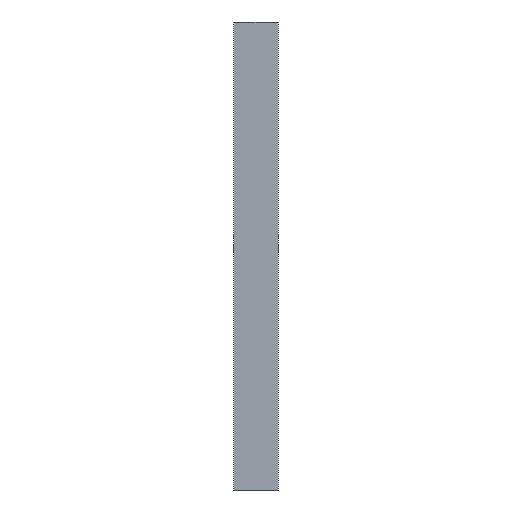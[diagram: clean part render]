
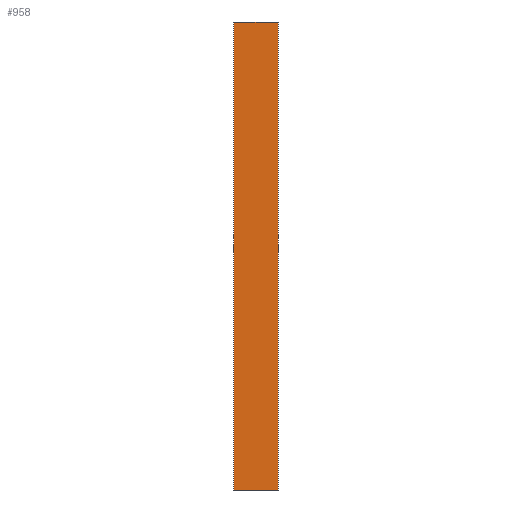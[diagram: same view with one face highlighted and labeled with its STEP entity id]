
A CAD part, front view. The second image highlights one B-rep face of the part: STEP entity #958.
In plain terms, the highlighted planar face has unit normal (0, -1, 0).
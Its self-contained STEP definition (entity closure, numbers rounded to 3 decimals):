
#302=DIRECTION('',(1.,0.,0.));
#303=VECTOR('',#302,190.);
#304=CARTESIAN_POINT('',(-95.,0.,0.));
#305=LINE('',#304,#303);
#374=DIRECTION('',(0.,0.,-1.));
#375=VECTOR('',#374,2000.);
#376=CARTESIAN_POINT('',(-95.,0.,0.));
#377=LINE('',#376,#375);
#378=DIRECTION('',(0.,0.,-1.));
#379=VECTOR('',#378,2000.);
#380=CARTESIAN_POINT('',(95.,0.,0.));
#381=LINE('',#380,#379);
#486=DIRECTION('',(1.,0.,0.));
#487=VECTOR('',#486,190.);
#488=CARTESIAN_POINT('',(-95.,0.,-2000.));
#489=LINE('',#488,#487);
#642=CARTESIAN_POINT('',(-95.,0.,0.));
#643=CARTESIAN_POINT('',(95.,0.,0.));
#644=VERTEX_POINT('',#642);
#645=VERTEX_POINT('',#643);
#666=CARTESIAN_POINT('',(-95.,0.,-2000.));
#667=CARTESIAN_POINT('',(95.,0.,-2000.));
#668=VERTEX_POINT('',#666);
#669=VERTEX_POINT('',#667);
#945=CARTESIAN_POINT('',(-95.,0.,0.));
#946=DIRECTION('',(0.,-1.,0.));
#947=DIRECTION('',(1.,0.,0.));
#948=AXIS2_PLACEMENT_3D('',#945,#946,#947);
#949=PLANE('',#948);
#950=ORIENTED_EDGE('',*,*,#797,.T.);
#952=ORIENTED_EDGE('',*,*,#951,.T.);
#954=ORIENTED_EDGE('',*,*,#953,.F.);
#955=ORIENTED_EDGE('',*,*,#937,.F.);
#956=EDGE_LOOP('',(#950,#952,#954,#955));
#957=FACE_OUTER_BOUND('',#956,.F.);
#797=EDGE_CURVE('',#644,#645,#305,.T.);
#937=EDGE_CURVE('',#644,#668,#377,.T.);
#951=EDGE_CURVE('',#645,#669,#381,.T.);
#953=EDGE_CURVE('',#668,#669,#489,.T.);
#958=ADVANCED_FACE('',(#957),#949,.T.);
